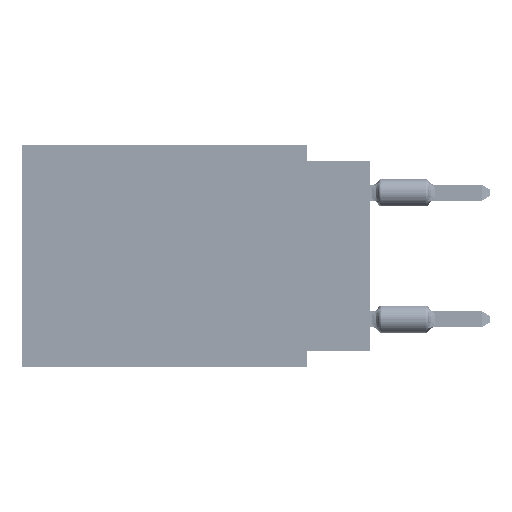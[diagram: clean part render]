
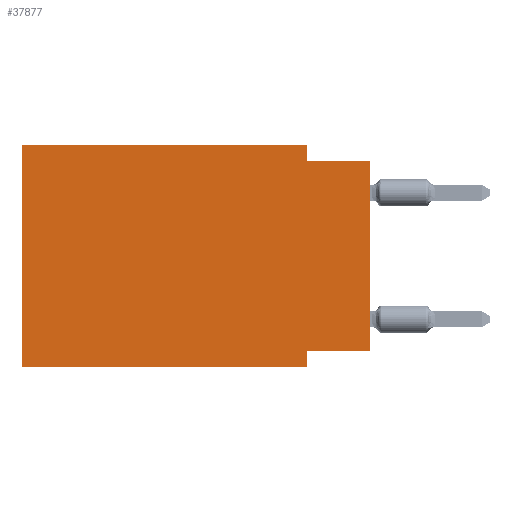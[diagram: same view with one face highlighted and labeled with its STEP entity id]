
A CAD part, left-side view. The second image highlights one B-rep face of the part: STEP entity #37877.
In plain terms, the highlighted planar face has unit normal (-1, 0, 0).
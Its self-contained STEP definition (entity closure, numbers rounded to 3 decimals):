
#218 = VECTOR ( 'NONE', #8567, 1000. ) ;
#357 = CARTESIAN_POINT ( 'NONE',  ( 0., 0., -0.635 ) ) ;
#758 = LINE ( 'NONE', #1452, #47123 ) ;
#1001 = VECTOR ( 'NONE', #48553, 1000. ) ;
#1106 = EDGE_CURVE ( 'NONE', #4896, #54326, #44881, .T. ) ;
#1452 = CARTESIAN_POINT ( 'NONE',  ( 0., 13.97, -8.89 ) ) ;
#1945 = EDGE_CURVE ( 'NONE', #4896, #25351, #758, .T. ) ;
#2206 = AXIS2_PLACEMENT_3D ( 'NONE', #51885, #13644, #24733 ) ;
#2404 = CARTESIAN_POINT ( 'NONE',  ( 0., 2.54, -8.89 ) ) ;
#3314 = LINE ( 'NONE', #57665, #45379 ) ;
#4604 = CARTESIAN_POINT ( 'NONE',  ( 0., 0., -8.255 ) ) ;
#4896 = VERTEX_POINT ( 'NONE', #41620 ) ;
#8387 = ORIENTED_EDGE ( 'NONE', *, *, #29744, .F. ) ;
#8567 = DIRECTION ( 'NONE',  ( 0., 0., 1. ) ) ;
#9061 = VECTOR ( 'NONE', #58334, 1000. ) ;
#10054 = CARTESIAN_POINT ( 'NONE',  ( 0., 0., -0.635 ) ) ;
#11016 = CARTESIAN_POINT ( 'NONE',  ( 0., 13.97, 0. ) ) ;
#11750 = CARTESIAN_POINT ( 'NONE',  ( 0., 2.54, -0.635 ) ) ;
#13644 = DIRECTION ( 'NONE',  ( 1., 0., 0. ) ) ;
#16318 = ORIENTED_EDGE ( 'NONE', *, *, #54676, .F. ) ;
#17108 = EDGE_CURVE ( 'NONE', #23498, #29571, #59030, .T. ) ;
#18468 = EDGE_LOOP ( 'NONE', ( #39050, #21952, #36937, #39024, #36881, #44274, #16318, #8387 ) ) ;
#21952 = ORIENTED_EDGE ( 'NONE', *, *, #17108, .F. ) ;
#23498 = VERTEX_POINT ( 'NONE', #11750 ) ;
#24195 = VERTEX_POINT ( 'NONE', #36736 ) ;
#24733 = DIRECTION ( 'NONE',  ( 0., 0., -1. ) ) ;
#25152 = DIRECTION ( 'NONE',  ( 0., 0., -1. ) ) ;
#25351 = VERTEX_POINT ( 'NONE', #51455 ) ;
#29195 = LINE ( 'NONE', #35946, #42062 ) ;
#29337 = DIRECTION ( 'NONE',  ( 0., -1., 0. ) ) ;
#29571 = VERTEX_POINT ( 'NONE', #357 ) ;
#29744 = EDGE_CURVE ( 'NONE', #50102, #24195, #42113, .T. ) ;
#31582 = VERTEX_POINT ( 'NONE', #43805 ) ;
#34302 = EDGE_CURVE ( 'NONE', #31582, #23498, #3314, .T. ) ;
#35718 = CARTESIAN_POINT ( 'NONE',  ( 0., 0., 0. ) ) ;
#35946 = CARTESIAN_POINT ( 'NONE',  ( 0., 13.97, 0. ) ) ;
#36736 = CARTESIAN_POINT ( 'NONE',  ( 0., 2.54, -8.255 ) ) ;
#36881 = ORIENTED_EDGE ( 'NONE', *, *, #1106, .F. ) ;
#36937 = ORIENTED_EDGE ( 'NONE', *, *, #34302, .F. ) ;
#37094 = EDGE_CURVE ( 'NONE', #54326, #31582, #29195, .T. ) ;
#37877 = ADVANCED_FACE ( 'NONE', ( #45087 ), #46499, .F. ) ;
#39024 = ORIENTED_EDGE ( 'NONE', *, *, #37094, .F. ) ;
#39050 = ORIENTED_EDGE ( 'NONE', *, *, #42192, .T. ) ;
#41620 = CARTESIAN_POINT ( 'NONE',  ( 0., 13.97, -8.89 ) ) ;
#41696 = LINE ( 'NONE', #2404, #53726 ) ;
#42062 = VECTOR ( 'NONE', #57771, 1000. ) ;
#42113 = LINE ( 'NONE', #4604, #1001 ) ;
#42192 = EDGE_CURVE ( 'NONE', #50102, #29571, #62548, .T. ) ;
#43805 = CARTESIAN_POINT ( 'NONE',  ( 0., 2.54, 0. ) ) ;
#44274 = ORIENTED_EDGE ( 'NONE', *, *, #1945, .T. ) ;
#44881 = LINE ( 'NONE', #61323, #51616 ) ;
#45087 = FACE_OUTER_BOUND ( 'NONE', #18468, .T. ) ;
#45379 = VECTOR ( 'NONE', #25152, 1000. ) ;
#46499 = PLANE ( 'NONE',  #2206 ) ;
#47069 = DIRECTION ( 'NONE',  ( 0., 0., -1. ) ) ;
#47123 = VECTOR ( 'NONE', #29337, 1000. ) ;
#48553 = DIRECTION ( 'NONE',  ( 0., 1., 0. ) ) ;
#50102 = VERTEX_POINT ( 'NONE', #51744 ) ;
#51455 = CARTESIAN_POINT ( 'NONE',  ( 0., 2.54, -8.89 ) ) ;
#51616 = VECTOR ( 'NONE', #57035, 1000. ) ;
#51744 = CARTESIAN_POINT ( 'NONE',  ( 0., 0., -8.255 ) ) ;
#51885 = CARTESIAN_POINT ( 'NONE',  ( 0., 13.97, 0. ) ) ;
#53726 = VECTOR ( 'NONE', #47069, 1000. ) ;
#54326 = VERTEX_POINT ( 'NONE', #11016 ) ;
#54676 = EDGE_CURVE ( 'NONE', #24195, #25351, #41696, .T. ) ;
#57035 = DIRECTION ( 'NONE',  ( 0., 0., 1. ) ) ;
#57665 = CARTESIAN_POINT ( 'NONE',  ( 0., 2.54, 0. ) ) ;
#57771 = DIRECTION ( 'NONE',  ( 0., -1., 0. ) ) ;
#58334 = DIRECTION ( 'NONE',  ( 0., -1., 0. ) ) ;
#59030 = LINE ( 'NONE', #10054, #9061 ) ;
#61323 = CARTESIAN_POINT ( 'NONE',  ( 0., 13.97, 0. ) ) ;
#62548 = LINE ( 'NONE', #35718, #218 ) ;
